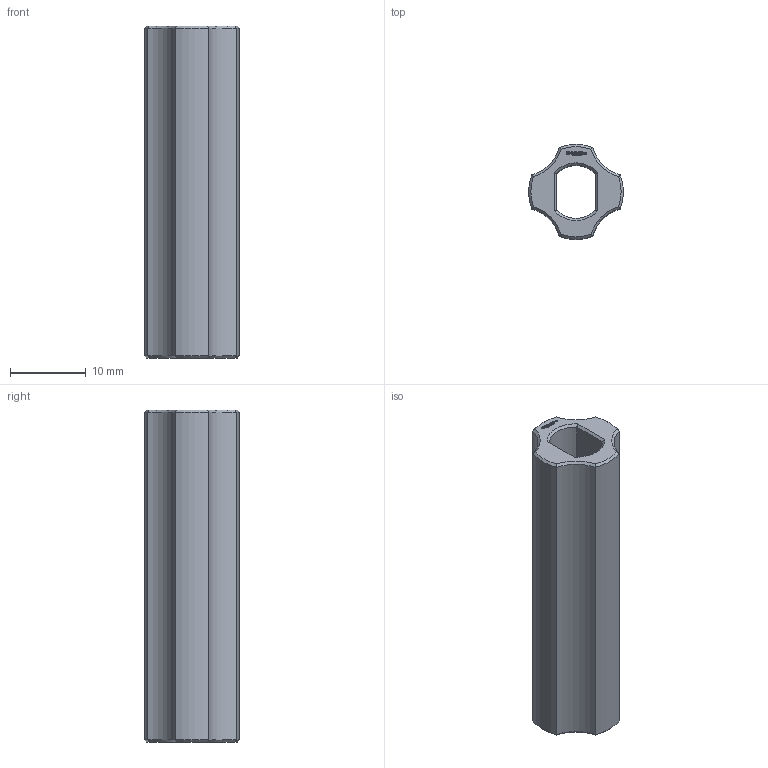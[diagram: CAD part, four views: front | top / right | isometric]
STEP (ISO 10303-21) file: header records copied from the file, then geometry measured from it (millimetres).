
FILE_DESCRIPTION(('FreeCAD Model'),'2;1');
FILE_NAME('Open CASCADE Shape Model','2024-01-01T13:14:20',(''),(''), 'Open CASCADE STEP processor 7.6','FreeCAD','Unknown');
FILE_SCHEMA(('AUTOMOTIVE_DESIGN { 1 0 10303 214 1 1 1 1 }'));
Length unit declared in the file: millimetre
Products named in the file (1): Spacer FXD BU01.00x03.50 - SPN-SPR-0017 (stemfie.org)
Bounding box: 12.47 x 12.47 x 43.75 mm (x, y, z)
Volume: 3198.8 mm3; surface area: 2781.1 mm2
Topology: 1 solids, 1 shells, 504 faces, 1386 edges, 916 vertices
Faces by surface type: plane 316, extrusion 158, cone 20, cylinder 10
Entity records: 34182 total; most frequent: CARTESIAN_POINT 7359, DIRECTION 4402, VECTOR 3552, LINE 3394, ORIENTED_EDGE 2772, PCURVE 2772, DEFINITIONAL_REPRESENTATION 2772, EDGE_CURVE 1386
